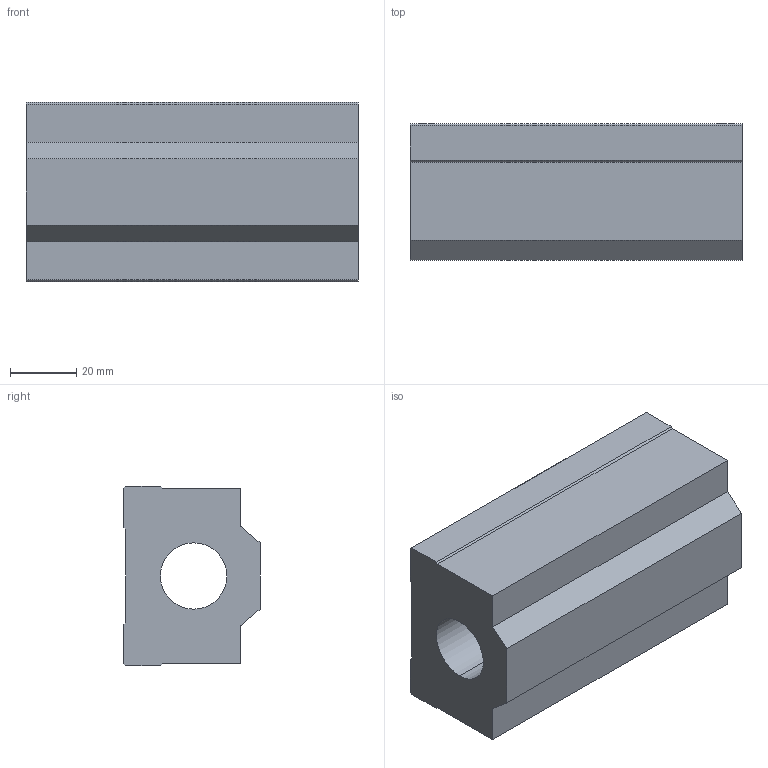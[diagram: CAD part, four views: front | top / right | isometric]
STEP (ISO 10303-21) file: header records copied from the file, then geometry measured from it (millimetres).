
FILE_DESCRIPTION (( 'STEP AP203' ), '1' );
FILE_NAME ('KBA20LUU.STEP', '2014-08-12T13:07:41', ( 'Ovidiu Buiga' ), ( '' ), 'SwSTEP 2.0', 'SolidWorks 2010', '' );
FILE_SCHEMA (( 'CONFIG_CONTROL_DESIGN' ));
Length unit declared in the file: millimetre
Products named in the file (1): KBA20LUU
Bounding box: 100 x 41 x 54 mm (x, y, z)
Volume: 167405.3 mm3; surface area: 29023.8 mm2
Topology: 1 solids, 1 shells, 38 faces, 100 edges, 60 vertices
Faces by surface type: plane 20, cylinder 10, cone 8
Entity records: 1185 total; most frequent: CARTESIAN_POINT 191, DIRECTION 190, ORIENTED_EDGE 184, EDGE_CURVE 92, LINE 72, VECTOR 72, VERTEX_POINT 60, AXIS2_PLACEMENT_3D 59
